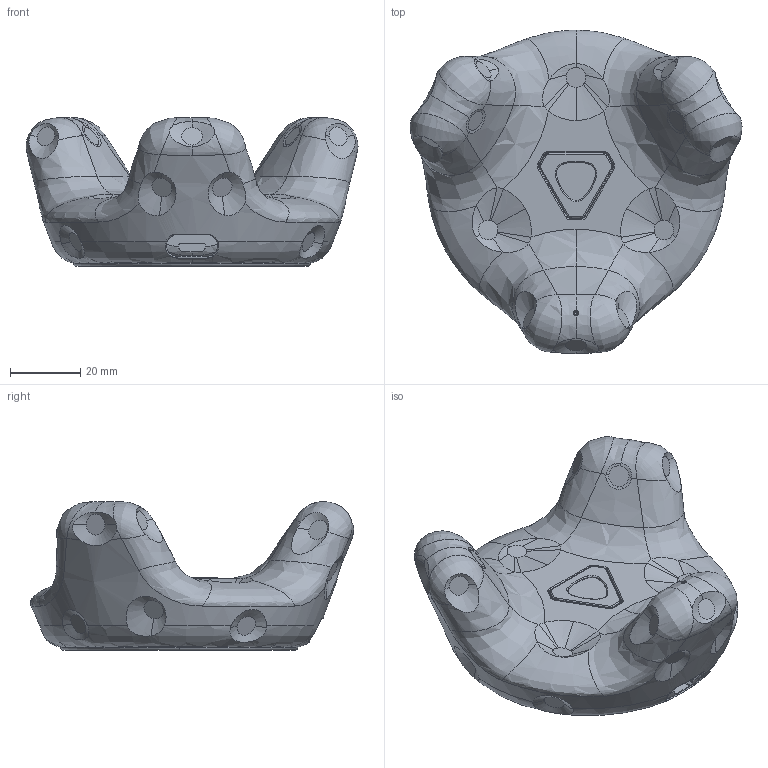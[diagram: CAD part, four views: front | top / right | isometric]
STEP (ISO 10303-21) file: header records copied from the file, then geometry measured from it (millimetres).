
FILE_DESCRIPTION(('Creo Elements/Direct Modeling STEP Export'),'2;1');
FILE_NAME('TRACKER-3D.stp','2016-10-25T13:17:31',(''),(''),'PTC Creo Elements/Direct Modeling STEP processor for AP214 (Solid Model)','PTC Creo Elements/Direct Modeling 19.0E 27-Jun-2016 (C) Parametric Technology GmbH','');
FILE_SCHEMA(('AUTOMOTIVE_DESIGN { 1 0 10303 214 1 1 1 1 }'));
Length unit declared in the file: millimetre
Products named in the file (1): Tracker_3D
Bounding box: 94.51 x 92.12 x 42.3 mm (x, y, z)
Volume: 133135.1 mm3; surface area: 20666.6 mm2
Topology: 1 solids, 2 shells, 511 faces, 1308 edges, 797 vertices
Faces by surface type: bspline 172, plane 115, cylinder 106, cone 66, torus 29, sphere 14, extrusion 9
Entity records: 38095 total; most frequent: CARTESIAN_POINT 23387, ORIENTED_EDGE 2562, DIRECTION 1820, EDGE_CURVE 1281, VERTEX_POINT 797, AXIS2_PLACEMENT_3D 694, EDGE_LOOP 534, FACE_OUTER_BOUND 511
